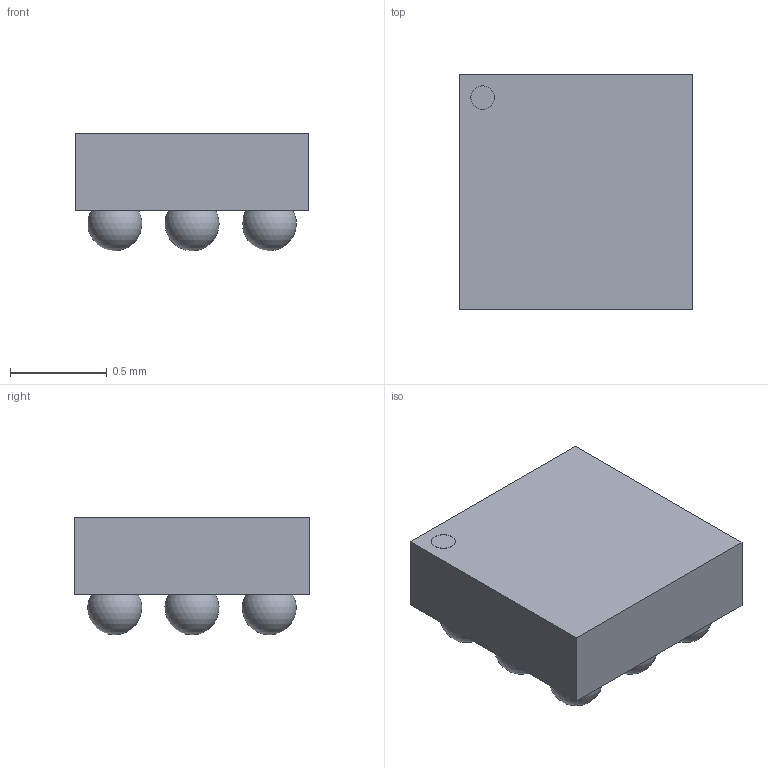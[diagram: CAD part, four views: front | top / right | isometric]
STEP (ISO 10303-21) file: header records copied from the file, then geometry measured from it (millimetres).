
FILE_DESCRIPTION(/* description */ ('model of WLCSP-9_1.21x1.22mm_Layout3x3_P0.4mm'),/* implementation_level */ '2;1');
FILE_NAME(/* name */ 'WLCSP-9_1.21x1.22mm_Layout3x3_P0.4mm.step',/* time_stamp */ '1970-01-01T00:00:00',/* author */ ('KiCAD','kicad'),/* organization */ ('OCCT'),/* preprocessor_version */ '',/* originating_system */ 'KiCAD',/* authorisation */ '');
FILE_SCHEMA(('AUTOMOTIVE_DESIGN { 1 0 10303 214 1 1 1 1 }'));
Length unit declared in the file: millimetre
Products named in the file (1): WLCSP-9_1.21x1.22mm_Layout3x3_P0.4mm
Bounding box: 1.21 x 1.22 x 0.61 mm (x, y, z)
Volume: 0.7 mm3; surface area: 6.1 mm2
Topology: 1 solids, 1 shells, 17 faces, 42 edges, 28 vertices
Faces by surface type: sphere 9, plane 7, cylinder 1
Full cylindrical faces by diameter (mm): 0.122 x1
Entity records: 396 total; most frequent: ORIENTED_EDGE 50, CARTESIAN_POINT 49, AXIS2_PLACEMENT_3D 37, EDGE_CURVE 33, VERTEX_POINT 28, FACE_BOUND 27, EDGE_LOOP 27, CIRCLE 20
